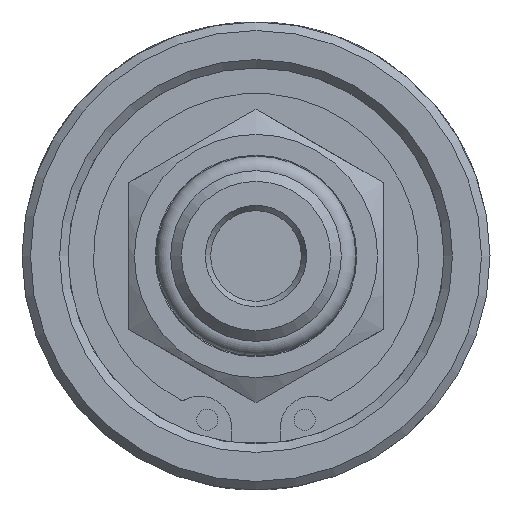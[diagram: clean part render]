
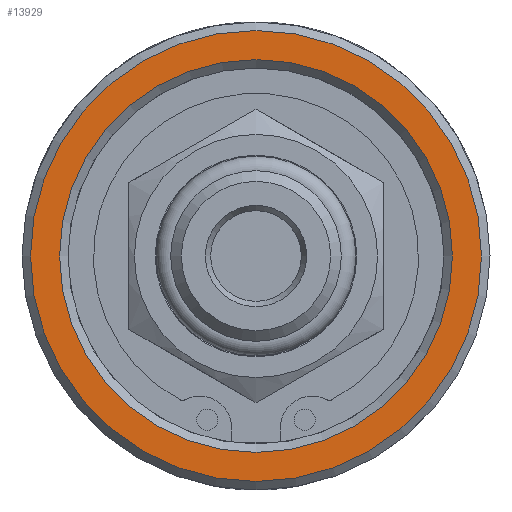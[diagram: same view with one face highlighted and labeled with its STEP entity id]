
A CAD part, left-side view. The second image highlights one B-rep face of the part: STEP entity #13929.
In plain terms, the highlighted planar face has unit normal (-1, 0, 0).
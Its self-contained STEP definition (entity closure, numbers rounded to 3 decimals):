
#13861=CARTESIAN_POINT('',(30.45,21.15,0.));
#13862=VERTEX_POINT('',#13861);
#13863=CARTESIAN_POINT('',(30.45,0.0,0.0));
#13864=DIRECTION('',(1.0,0.0,0.0));
#13865=DIRECTION('',(0.0,-1.0,0.0));
#13866=AXIS2_PLACEMENT_3D('',#13863,#13864,#13865);
#13867=CIRCLE('',#13866,21.15);
#13868=EDGE_CURVE('',#13862,#13862,#13867,.T.);
#13910=CARTESIAN_POINT('',(30.45,0.0,0.0));
#13911=DIRECTION('',(-1.0,0.0,0.0));
#13912=DIRECTION('',(0.0,0.0,1.0));
#13913=AXIS2_PLACEMENT_3D('',#13910,#13911,#13912);
#13914=PLANE('',#13913);
#13915=ORIENTED_EDGE('',*,*,#13868,.F.);
#13916=EDGE_LOOP('',(#13915));
#13917=FACE_OUTER_BOUND('',#13916,.T.);
#13918=CARTESIAN_POINT('',(30.45,0.,18.425));
#13919=VERTEX_POINT('',#13918);
#13920=CARTESIAN_POINT('',(30.45,0.0,0.0));
#13921=DIRECTION('',(-1.0,0.0,0.0));
#13922=DIRECTION('',(0.0,0.0,-1.0));
#13923=AXIS2_PLACEMENT_3D('',#13920,#13921,#13922);
#13924=CIRCLE('',#13923,18.425);
#13925=EDGE_CURVE('',#13919,#13919,#13924,.T.);
#13926=ORIENTED_EDGE('',*,*,#13925,.F.);
#13927=EDGE_LOOP('',(#13926));
#13928=FACE_BOUND('',#13927,.T.);
#13929=ADVANCED_FACE('',(#13917,#13928),#13914,.T.);
